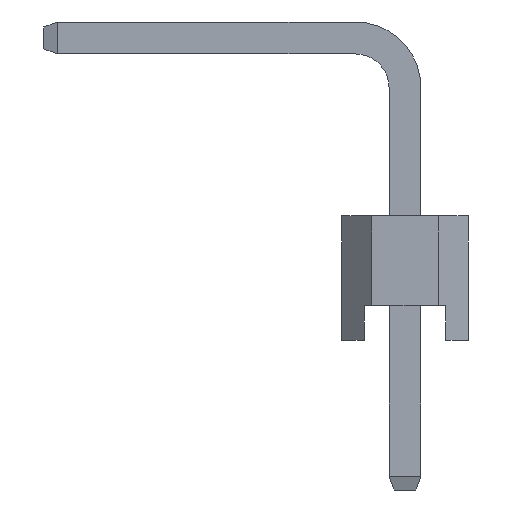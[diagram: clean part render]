
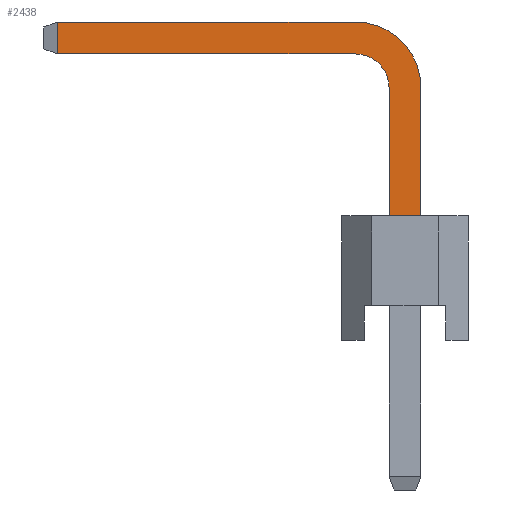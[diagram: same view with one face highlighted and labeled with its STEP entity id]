
A CAD part, left-side view. The second image highlights one B-rep face of the part: STEP entity #2438.
In plain terms, the highlighted planar face has unit normal (-1, 0, 0).
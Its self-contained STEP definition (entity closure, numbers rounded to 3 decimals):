
#2438=ADVANCED_FACE('',(#7492),#7494,.T.);
#7492=FACE_BOUND('',#7493,.T.);
#7493=EDGE_LOOP('',(#11657,#11658,#11659,#11660,#11661,#11662,#11663,#11664));
#7494=PLANE('',#7495);
#7495=AXIS2_PLACEMENT_3D('',#7496,#7497,#7498);
#7496=CARTESIAN_POINT('',(-0.32,0.32,-3.));
#7497=DIRECTION('',(-1.,0.,0.));
#7498=DIRECTION('',(0.,-1.,0.));
#11657=ORIENTED_EDGE('',*,*,#14182,.F.);
#11658=ORIENTED_EDGE('',*,*,#14183,.F.);
#11659=ORIENTED_EDGE('',*,*,#14184,.F.);
#11660=ORIENTED_EDGE('',*,*,#14171,.F.);
#11661=ORIENTED_EDGE('',*,*,#13240,.T.);
#11662=ORIENTED_EDGE('',*,*,#14181,.T.);
#11663=ORIENTED_EDGE('',*,*,#14185,.T.);
#11664=ORIENTED_EDGE('',*,*,#14186,.T.);
#13240=EDGE_CURVE('',#14990,#14994,#14996,.T.);
#14171=EDGE_CURVE('',#14990,#16559,#16560,.T.);
#14181=EDGE_CURVE('',#14994,#16575,#16577,.T.);
#14182=EDGE_CURVE('',#16578,#16579,#16580,.T.);
#14183=EDGE_CURVE('',#16581,#16578,#16582,.T.);
#14184=EDGE_CURVE('',#16559,#16581,#16583,.T.);
#14185=EDGE_CURVE('',#16575,#16584,#16585,.T.);
#14186=EDGE_CURVE('',#16584,#16579,#16586,.T.);
#14990=VERTEX_POINT('',#17922);
#14994=VERTEX_POINT('',#17930);
#14996=LINE('',#17934,#17935);
#16559=VERTEX_POINT('',#21431);
#16560=LINE('',#21432,#21433);
#16575=VERTEX_POINT('',#21467);
#16577=LINE('',#21471,#21472);
#16578=VERTEX_POINT('',#21474);
#16579=VERTEX_POINT('',#21475);
#16580=LINE('',#21476,#21477);
#16581=VERTEX_POINT('',#21479);
#16582=LINE('',#21480,#21481);
#16583=CIRCLE('',#21483,0.68);
#16584=VERTEX_POINT('',#21487);
#16585=CIRCLE('',#21488,1.32);
#16586=LINE('',#21492,#21493);
#17922=CARTESIAN_POINT('',(-0.32,0.32,2.5));
#17930=CARTESIAN_POINT('',(-0.32,-0.32,2.5));
#17934=CARTESIAN_POINT('',(-0.32,0.32,2.5));
#17935=VECTOR('',#17936,1.);
#17936=DIRECTION('',(0.,-1.,0.));
#21431=CARTESIAN_POINT('',(-0.32,0.32,5.07));
#21432=CARTESIAN_POINT('',(-0.32,0.32,2.5));
#21433=VECTOR('',#21434,1.);
#21434=DIRECTION('',(0.,0.,1.));
#21467=CARTESIAN_POINT('',(-0.32,-0.32,5.07));
#21471=CARTESIAN_POINT('',(-0.32,-0.32,2.5));
#21472=VECTOR('',#21473,1.);
#21473=DIRECTION('',(0.,0.,1.));
#21474=CARTESIAN_POINT('',(-0.32,6.975,5.75));
#21475=CARTESIAN_POINT('',(-0.32,6.975,6.39));
#21476=CARTESIAN_POINT('',(-0.32,6.975,5.75));
#21477=VECTOR('',#21478,1.);
#21478=DIRECTION('',(0.,0.,1.));
#21479=CARTESIAN_POINT('',(-0.32,1.,5.75));
#21480=CARTESIAN_POINT('',(-0.32,1.,5.75));
#21481=VECTOR('',#21482,1.);
#21482=DIRECTION('',(0.,1.,0.));
#21483=AXIS2_PLACEMENT_3D('',#21484,#21485,#21486);
#21484=CARTESIAN_POINT('',(-0.32,1.,5.07));
#21485=DIRECTION('',(-1.,-0.,0.));
#21486=DIRECTION('',(0.,-1.,0.));
#21487=CARTESIAN_POINT('',(-0.32,1.,6.39));
#21488=AXIS2_PLACEMENT_3D('',#21489,#21490,#21491);
#21489=CARTESIAN_POINT('',(-0.32,1.,5.07));
#21490=DIRECTION('',(-1.,-0.,0.));
#21491=DIRECTION('',(0.,-1.,0.));
#21492=CARTESIAN_POINT('',(-0.32,1.,6.39));
#21493=VECTOR('',#21494,1.);
#21494=DIRECTION('',(0.,1.,0.));
